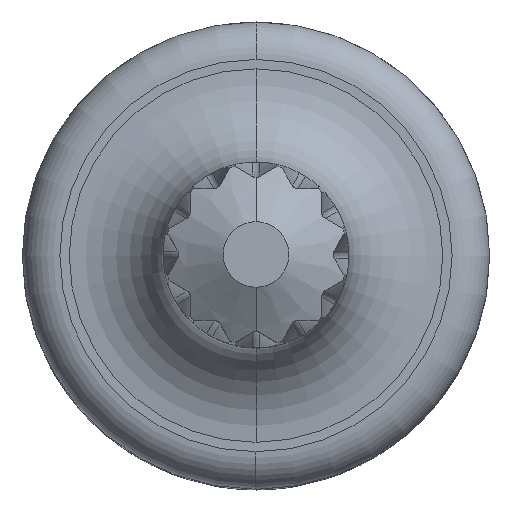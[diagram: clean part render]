
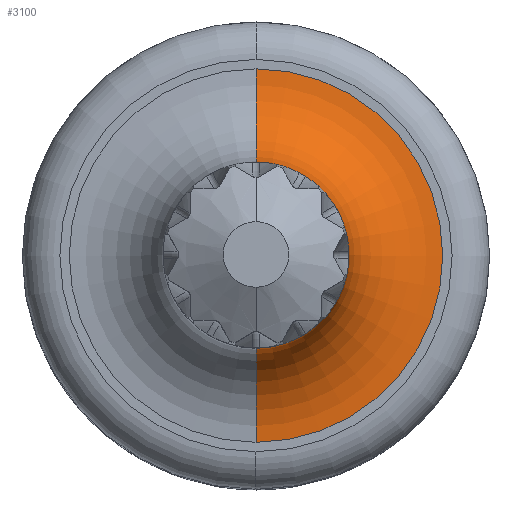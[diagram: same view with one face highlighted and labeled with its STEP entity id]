
A CAD part, top view. The second image highlights one B-rep face of the part: STEP entity #3100.
In plain terms, the highlighted toroidal (fillet/blend) face has major radius 9.95 mm and minor radius 5 mm.
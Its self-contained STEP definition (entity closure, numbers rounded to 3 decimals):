
#574=CARTESIAN_POINT('',(0.,0.,26.));
#575=DIRECTION('',(0.,0.,-1.));
#576=DIRECTION('',(0.,1.,0.));
#577=AXIS2_PLACEMENT_3D('',#574,#575,#576);
#579=CARTESIAN_POINT('',(0.,0.,31.));
#580=DIRECTION('',(0.,0.,1.));
#581=DIRECTION('',(0.,-1.,0.));
#582=AXIS2_PLACEMENT_3D('',#579,#580,#581);
#989=CARTESIAN_POINT('',(0.,-9.95,31.));
#990=DIRECTION('',(1.,0.,0.));
#991=DIRECTION('',(0.,0.,-1.));
#992=AXIS2_PLACEMENT_3D('',#989,#990,#991);
#999=CARTESIAN_POINT('',(0.,9.95,31.));
#1000=DIRECTION('',(-1.,0.,0.));
#1001=DIRECTION('',(0.,0.,-1.));
#1002=AXIS2_PLACEMENT_3D('',#999,#1000,#1001);
#2534=CARTESIAN_POINT('',(0.,9.95,26.));
#2535=CARTESIAN_POINT('',(0.,-9.95,26.));
#2536=VERTEX_POINT('',#2534);
#2537=VERTEX_POINT('',#2535);
#2546=CARTESIAN_POINT('',(0.,4.95,31.));
#2547=CARTESIAN_POINT('',(0.,-4.95,31.));
#2548=VERTEX_POINT('',#2546);
#2549=VERTEX_POINT('',#2547);
#3086=CARTESIAN_POINT('',(0.,0.,31.));
#3087=DIRECTION('',(0.,0.,-1.));
#3088=DIRECTION('',(0.,-1.,0.));
#3089=AXIS2_PLACEMENT_3D('',#3086,#3087,#3088);
#3090=TOROIDAL_SURFACE('',#3089,9.95,5.);
#3092=ORIENTED_EDGE('',*,*,#3091,.T.);
#3094=ORIENTED_EDGE('',*,*,#3093,.F.);
#3095=ORIENTED_EDGE('',*,*,#3079,.T.);
#3097=ORIENTED_EDGE('',*,*,#3096,.T.);
#3098=EDGE_LOOP('',(#3092,#3094,#3095,#3097));
#3099=FACE_OUTER_BOUND('',#3098,.F.);
#3100=ADVANCED_FACE('',(#3099),#3090,.F.);
#578=CIRCLE('',#577,9.95);
#583=CIRCLE('',#582,4.95);
#993=CIRCLE('',#992,5.);
#1003=CIRCLE('',#1002,5.);
#3079=EDGE_CURVE('',#2536,#2537,#578,.T.);
#3091=EDGE_CURVE('',#2549,#2548,#583,.T.);
#3093=EDGE_CURVE('',#2536,#2548,#1003,.T.);
#3096=EDGE_CURVE('',#2537,#2549,#993,.T.);
